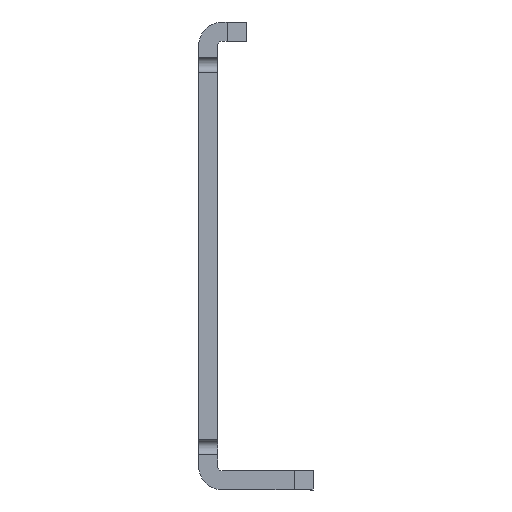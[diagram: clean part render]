
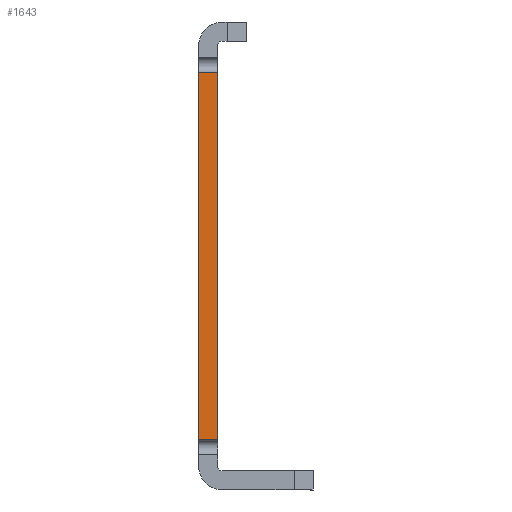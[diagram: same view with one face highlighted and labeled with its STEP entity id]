
A CAD part, left-side view. The second image highlights one B-rep face of the part: STEP entity #1643.
In plain terms, the highlighted planar face has unit normal (-1, 0, 0).
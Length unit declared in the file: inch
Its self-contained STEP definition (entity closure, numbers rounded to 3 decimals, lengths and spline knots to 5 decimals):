
#35=LINE('',#2637,#91);
#39=LINE('',#2649,#95);
#59=LINE('',#2700,#115);
#60=LINE('',#2702,#116);
#91=VECTOR('',#2218,2.4);
#95=VECTOR('',#2228,2.4);
#115=VECTOR('',#2274,0.125);
#116=VECTOR('',#2277,0.125);
#137=PLANE('',#1846);
#375=FACE_OUTER_BOUND('',#613,.T.);
#613=EDGE_LOOP('',(#1384,#1385,#1386,#1387));
#873=VERTEX_POINT('',#2634);
#874=VERTEX_POINT('',#2636);
#878=VERTEX_POINT('',#2646);
#879=VERTEX_POINT('',#2648);
#1030=EDGE_CURVE('',#874,#873,#35,.T.);
#1036=EDGE_CURVE('',#879,#878,#39,.T.);
#1063=EDGE_CURVE('',#879,#873,#59,.T.);
#1064=EDGE_CURVE('',#874,#878,#60,.T.);
#1384=ORIENTED_EDGE('',*,*,#1036,.T.);
#1385=ORIENTED_EDGE('',*,*,#1064,.F.);
#1386=ORIENTED_EDGE('',*,*,#1030,.T.);
#1387=ORIENTED_EDGE('',*,*,#1063,.F.);
#1643=ADVANCED_FACE('',(#375),#137,.F.);
#1846=AXIS2_PLACEMENT_3D('',#2715,#2294,#2295);
#2218=DIRECTION('',(0.,0.,-1.));
#2228=DIRECTION('',(0.,0.,1.));
#2274=DIRECTION('',(0.,1.,0.));
#2277=DIRECTION('',(0.,-1.,0.));
#2294=DIRECTION('center_axis',(1.,0.,0.));
#2295=DIRECTION('ref_axis',(0.,0.,-1.));
#2634=CARTESIAN_POINT('',(-0.82085,0.96069,-0.59886));
#2636=CARTESIAN_POINT('',(-0.82085,0.96069,1.80114));
#2637=CARTESIAN_POINT('',(-0.82085,0.96069,-0.92886));
#2646=CARTESIAN_POINT('',(-0.82085,0.83569,1.80114));
#2648=CARTESIAN_POINT('',(-0.82085,0.83569,-0.59886));
#2649=CARTESIAN_POINT('',(-0.82085,0.83569,-0.77386));
#2700=CARTESIAN_POINT('',(-0.82085,-3.41435,-0.59886));
#2702=CARTESIAN_POINT('',(-0.82085,-3.41435,1.80114));
#2715=CARTESIAN_POINT('Origin',(-0.82085,0.21069,-0.92886));
